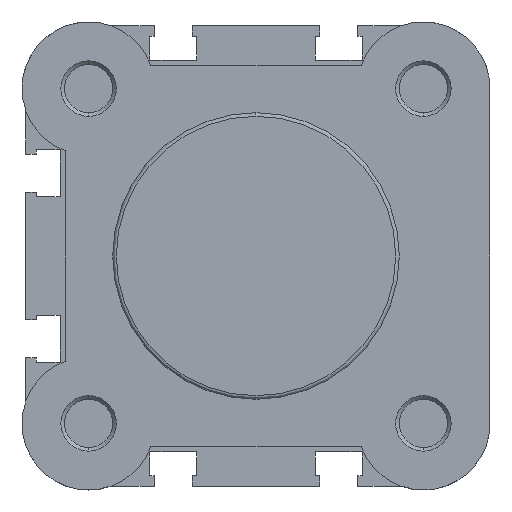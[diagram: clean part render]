
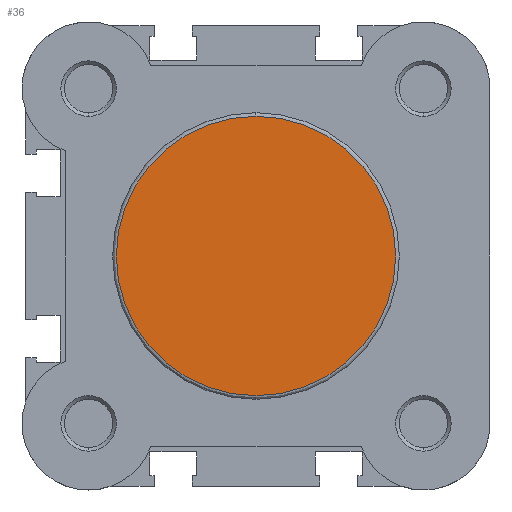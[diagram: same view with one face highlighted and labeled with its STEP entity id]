
A CAD part, left-side view. The second image highlights one B-rep face of the part: STEP entity #36.
In plain terms, the highlighted planar face has unit normal (-1, 0, 0).
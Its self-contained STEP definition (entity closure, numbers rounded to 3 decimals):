
#36 = ADVANCED_FACE ( 'NONE', ( #2418 ), #1527, .F. ) ;
#280 = EDGE_CURVE ( 'NONE', #1506, #1618, #2902, .T. ) ;
#600 = AXIS2_PLACEMENT_3D ( 'NONE', #1526, #1780, #1779 ) ;
#815 = AXIS2_PLACEMENT_3D ( 'NONE', #3811, #3812, #3813 ) ;
#959 = AXIS2_PLACEMENT_3D ( 'NONE', #5668, #5670, #5671 ) ;
#1138 = EDGE_LOOP ( 'NONE', ( #6357, #6368 ) ) ;
#1506 = VERTEX_POINT ( 'NONE', #5288 ) ;
#1526 = CARTESIAN_POINT ( 'NONE',  ( 0., 19.9, 0. ) ) ;
#1527 = PLANE ( 'NONE',  #600 ) ;
#1618 = VERTEX_POINT ( 'NONE', #5369 ) ;
#1779 = DIRECTION ( 'NONE',  ( 0., 0., -1. ) ) ;
#1780 = DIRECTION ( 'NONE',  ( 1., 0., 0. ) ) ;
#1915 = EDGE_CURVE ( 'NONE', #1618, #1506, #4725, .T. ) ;
#2418 = FACE_OUTER_BOUND ( 'NONE', #1138, .T. ) ;
#2902 = CIRCLE ( 'NONE', #815, 19.4 ) ;
#3811 = CARTESIAN_POINT ( 'NONE',  ( 0., 0., 0. ) ) ;
#3812 = DIRECTION ( 'NONE',  ( -1., 0., 0. ) ) ;
#3813 = DIRECTION ( 'NONE',  ( 0., 0., -1. ) ) ;
#4725 = CIRCLE ( 'NONE', #959, 19.4 ) ;
#5288 = CARTESIAN_POINT ( 'NONE',  ( 0., 0., -19.4 ) ) ;
#5369 = CARTESIAN_POINT ( 'NONE',  ( 0., 0., 19.4 ) ) ;
#5668 = CARTESIAN_POINT ( 'NONE',  ( 0., 0., 0. ) ) ;
#5670 = DIRECTION ( 'NONE',  ( -1., 0., 0. ) ) ;
#5671 = DIRECTION ( 'NONE',  ( 0., 0., -1. ) ) ;
#6357 = ORIENTED_EDGE ( 'NONE', *, *, #280, .T. ) ;
#6368 = ORIENTED_EDGE ( 'NONE', *, *, #1915, .T. ) ;
